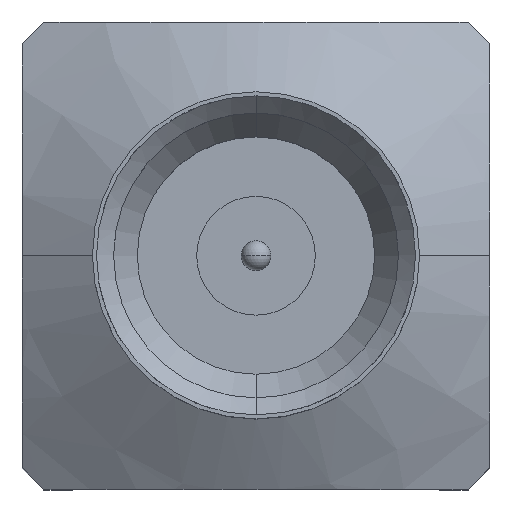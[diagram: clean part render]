
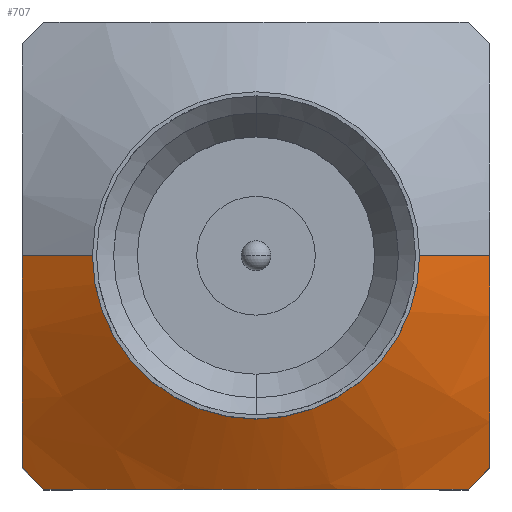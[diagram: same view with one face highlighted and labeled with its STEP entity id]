
A CAD part, top view. The second image highlights one B-rep face of the part: STEP entity #707.
In plain terms, the highlighted conical face has half-angle 60 degrees and reference radius 2.1 mm.
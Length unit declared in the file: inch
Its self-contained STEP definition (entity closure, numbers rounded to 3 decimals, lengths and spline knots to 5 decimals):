
#13 = DIRECTION ( 'NONE',  ( 0., 0., -1. ) ) ;
#65 = B_SPLINE_CURVE_WITH_KNOTS ( 'NONE', 3,
 ( #629, #388, #789, #1185, #1345, #1753, #1772, #778, #1334, #516, #103, #639 ),
 .UNSPECIFIED., .F., .F.,
 ( 4, 2, 2, 2, 2, 4 ),
 ( 0.0034, 0.00481, 0.00551, 0.00621, 0.00762, 0.00903 ),
 .UNSPECIFIED. ) ;
#75 = CARTESIAN_POINT ( 'NONE',  ( -0.11811, 0., 0.20002 ) ) ;
#85 = CARTESIAN_POINT ( 'NONE',  ( -0.11811, -0.00922, 0.20002 ) ) ;
#86 = VERTEX_POINT ( 'NONE', #912 ) ;
#103 = CARTESIAN_POINT ( 'NONE',  ( 0.09009, -0.11811, 0.18276 ) ) ;
#136 = CONICAL_SURFACE ( 'NONE', #1284, 0.08268, 1.047 ) ;
#140 = CARTESIAN_POINT ( 'NONE',  ( -0.08268, 0., 0.22047 ) ) ;
#149 = B_SPLINE_CURVE_WITH_KNOTS ( 'NONE', 3,
 ( #75, #85, #350, #1170, #647, #618, #360, #902 ),
 .UNSPECIFIED., .F., .F.,
 ( 4, 2, 2, 4 ),
 ( 0.01093, 0.01163, 0.01232, 0.01371 ),
 .UNSPECIFIED. ) ;
#249 = ORIENTED_EDGE ( 'NONE', *, *, #659, .T. ) ;
#271 = CARTESIAN_POINT ( 'NONE',  ( 0.11811, -0.00922, 0.20002 ) ) ;
#281 = CARTESIAN_POINT ( 'NONE',  ( 0.11811, -0.01852, 0.19937 ) ) ;
#316 = VERTEX_POINT ( 'NONE', #1496 ) ;
#325 = ORIENTED_EDGE ( 'NONE', *, *, #799, .T. ) ;
#337 = ORIENTED_EDGE ( 'NONE', *, *, #1659, .F. ) ;
#350 = CARTESIAN_POINT ( 'NONE',  ( -0.11811, -0.01852, 0.19937 ) ) ;
#360 = CARTESIAN_POINT ( 'NONE',  ( -0.11811, -0.09006, 0.18277 ) ) ;
#364 = CARTESIAN_POINT ( 'NONE',  ( 0.11811, 0., 0.20002 ) ) ;
#371 = CARTESIAN_POINT ( 'NONE',  ( -0.11811, 0., 0.20002 ) ) ;
#374 = ORIENTED_EDGE ( 'NONE', *, *, #1469, .F. ) ;
#388 = CARTESIAN_POINT ( 'NONE',  ( -0.09, -0.11811, 0.18279 ) ) ;
#426 = CARTESIAN_POINT ( 'NONE',  ( 0., 0., 0.22047 ) ) ;
#453 = VERTEX_POINT ( 'NONE', #698 ) ;
#465 = AXIS2_PLACEMENT_3D ( 'NONE', #1745, #488, #1360 ) ;
#483 = CARTESIAN_POINT ( 'NONE',  ( 0.10723, -0.11811, 0.1761 ) ) ;
#488 = DIRECTION ( 'NONE',  ( 0., 0., 1. ) ) ;
#516 = CARTESIAN_POINT ( 'NONE',  ( 0.07251, -0.11811, 0.18874 ) ) ;
#549 = CARTESIAN_POINT ( 'NONE',  ( 0.11811, -0.09006, 0.18277 ) ) ;
#618 = CARTESIAN_POINT ( 'NONE',  ( -0.11811, -0.0725, 0.18874 ) ) ;
#629 = CARTESIAN_POINT ( 'NONE',  ( -0.10723, -0.11811, 0.1761 ) ) ;
#630 = LINE ( 'NONE', #943, #670 ) ;
#639 = CARTESIAN_POINT ( 'NONE',  ( 0.10723, -0.11811, 0.1761 ) ) ;
#640 = EDGE_CURVE ( 'NONE', #1447, #86, #1234, .T. ) ;
#647 = CARTESIAN_POINT ( 'NONE',  ( -0.11811, -0.04575, 0.19523 ) ) ;
#652 = VERTEX_POINT ( 'NONE', #371 ) ;
#659 = EDGE_CURVE ( 'NONE', #1447, #1285, #65, .T. ) ;
#662 = ORIENTED_EDGE ( 'NONE', *, *, #1362, .F. ) ;
#670 = VECTOR ( 'NONE', #1664, 39.37008 ) ;
#698 = CARTESIAN_POINT ( 'NONE',  ( 0.08268, 0., 0.22047 ) ) ;
#700 = DIRECTION ( 'NONE',  ( 1., 0., 0. ) ) ;
#707 = ADVANCED_FACE ( 'NONE', ( #1108 ), #136, .T. ) ;
#722 = VERTEX_POINT ( 'NONE', #140 ) ;
#748 = CARTESIAN_POINT ( 'NONE',  ( -0.10723, -0.11811, 0.1761 ) ) ;
#778 = CARTESIAN_POINT ( 'NONE',  ( 0.01887, -0.11811, 0.19998 ) ) ;
#784 = CARTESIAN_POINT ( 'NONE',  ( 0.11811, -0.10723, 0.1761 ) ) ;
#785 = CIRCLE ( 'NONE', #465, 0.08268 ) ;
#789 = CARTESIAN_POINT ( 'NONE',  ( -0.07238, -0.11811, 0.18878 ) ) ;
#799 = EDGE_CURVE ( 'NONE', #316, #1347, #1566, .T. ) ;
#824 = CARTESIAN_POINT ( 'NONE',  ( 0.11811, 0., 0.20002 ) ) ;
#837 = CARTESIAN_POINT ( 'NONE',  ( 0.11811, -0.04575, 0.19523 ) ) ;
#849 = CARTESIAN_POINT ( 'NONE',  ( 0.11811, -0.10723, 0.1761 ) ) ;
#871 = VECTOR ( 'NONE', #1453, 39.37008 ) ;
#902 = CARTESIAN_POINT ( 'NONE',  ( -0.11811, -0.10723, 0.1761 ) ) ;
#907 = CARTESIAN_POINT ( 'NONE',  ( 0.08268, 0., 0.22047 ) ) ;
#912 = CARTESIAN_POINT ( 'NONE',  ( -0.11811, -0.10723, 0.1761 ) ) ;
#920 = CARTESIAN_POINT ( 'NONE',  ( -0.11811, -0.10723, 0.1761 ) ) ;
#943 = CARTESIAN_POINT ( 'NONE',  ( -0.08268, 0., 0.22047 ) ) ;
#944 = CARTESIAN_POINT ( 'NONE',  ( 0.11811, -0.0725, 0.18874 ) ) ;
#1034 = CARTESIAN_POINT ( 'NONE',  ( 0.11086, -0.11448, 0.17625 ) ) ;
#1036 = CARTESIAN_POINT ( 'NONE',  ( -0.11448, -0.11086, 0.17625 ) ) ;
#1077 = ORIENTED_EDGE ( 'NONE', *, *, #1671, .T. ) ;
#1101 = ORIENTED_EDGE ( 'NONE', *, *, #640, .F. ) ;
#1108 = FACE_OUTER_BOUND ( 'NONE', #1419, .T. ) ;
#1170 = CARTESIAN_POINT ( 'NONE',  ( -0.11811, -0.03675, 0.19697 ) ) ;
#1173 = LINE ( 'NONE', #907, #871 ) ;
#1185 = CARTESIAN_POINT ( 'NONE',  ( -0.04554, -0.11811, 0.19527 ) ) ;
#1202 = B_SPLINE_CURVE_WITH_KNOTS ( 'NONE', 3,
 ( #784, #1315, #1034, #483 ),
 .UNSPECIFIED., .F., .F.,
 ( 4, 4 ),
 ( 0., 0.00039 ),
 .UNSPECIFIED. ) ;
#1234 = B_SPLINE_CURVE_WITH_KNOTS ( 'NONE', 3,
 ( #1482, #1622, #1036, #920 ),
 .UNSPECIFIED., .F., .F.,
 ( 4, 4 ),
 ( 0., 0.00039 ),
 .UNSPECIFIED. ) ;
#1284 = AXIS2_PLACEMENT_3D ( 'NONE', #426, #13, #700 ) ;
#1285 = VERTEX_POINT ( 'NONE', #1699 ) ;
#1315 = CARTESIAN_POINT ( 'NONE',  ( 0.11448, -0.11086, 0.17625 ) ) ;
#1334 = CARTESIAN_POINT ( 'NONE',  ( 0.03694, -0.11811, 0.19737 ) ) ;
#1345 = CARTESIAN_POINT ( 'NONE',  ( -0.03651, -0.11811, 0.19702 ) ) ;
#1347 = VERTEX_POINT ( 'NONE', #364 ) ;
#1360 = DIRECTION ( 'NONE',  ( 1., 0., 0. ) ) ;
#1362 = EDGE_CURVE ( 'NONE', #453, #1347, #1173, .T. ) ;
#1419 = EDGE_LOOP ( 'NONE', ( #374, #1508, #1077, #1101, #249, #337, #325, #662 ) ) ;
#1447 = VERTEX_POINT ( 'NONE', #748 ) ;
#1453 = DIRECTION ( 'NONE',  ( 0.866, 0., -0.5 ) ) ;
#1469 = EDGE_CURVE ( 'NONE', #722, #453, #785, .T. ) ;
#1482 = CARTESIAN_POINT ( 'NONE',  ( -0.10723, -0.11811, 0.1761 ) ) ;
#1488 = EDGE_CURVE ( 'NONE', #722, #652, #630, .T. ) ;
#1496 = CARTESIAN_POINT ( 'NONE',  ( 0.11811, -0.10723, 0.1761 ) ) ;
#1506 = CARTESIAN_POINT ( 'NONE',  ( 0.11811, -0.03675, 0.19697 ) ) ;
#1508 = ORIENTED_EDGE ( 'NONE', *, *, #1488, .T. ) ;
#1566 = B_SPLINE_CURVE_WITH_KNOTS ( 'NONE', 3,
 ( #849, #549, #944, #837, #1506, #281, #271, #824 ),
 .UNSPECIFIED., .F., .F.,
 ( 4, 2, 2, 4 ),
 ( 0.0034, 0.0048, 0.0055, 0.00621 ),
 .UNSPECIFIED. ) ;
#1622 = CARTESIAN_POINT ( 'NONE',  ( -0.11086, -0.11448, 0.17625 ) ) ;
#1659 = EDGE_CURVE ( 'NONE', #316, #1285, #1202, .T. ) ;
#1664 = DIRECTION ( 'NONE',  ( -0.866, 0., -0.5 ) ) ;
#1671 = EDGE_CURVE ( 'NONE', #652, #86, #149, .T. ) ;
#1699 = CARTESIAN_POINT ( 'NONE',  ( 0.10723, -0.11811, 0.1761 ) ) ;
#1745 = CARTESIAN_POINT ( 'NONE',  ( 0., 0., 0.22047 ) ) ;
#1753 = CARTESIAN_POINT ( 'NONE',  ( -0.01821, -0.11811, 0.1994 ) ) ;
#1772 = CARTESIAN_POINT ( 'NONE',  ( -0.00887, -0.11811, 0.20003 ) ) ;
